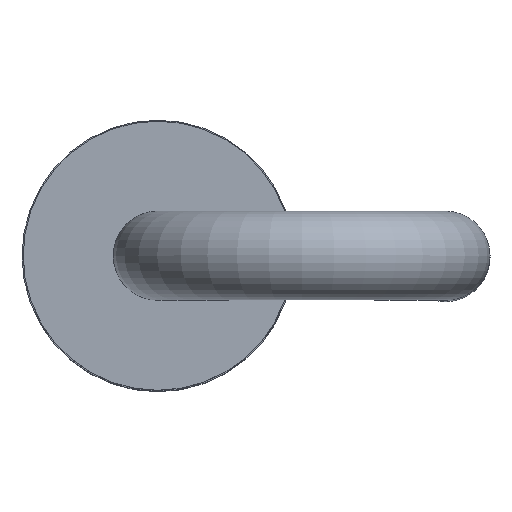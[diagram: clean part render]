
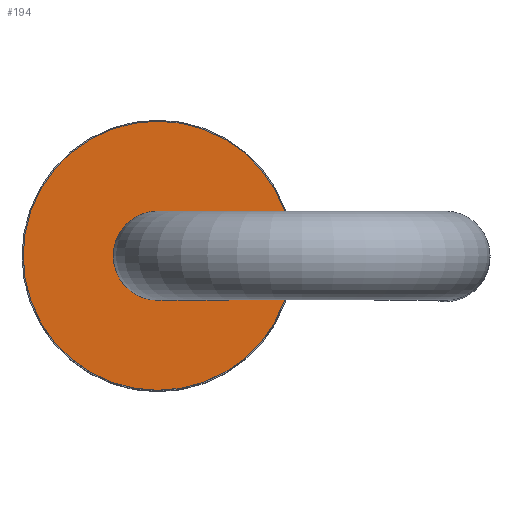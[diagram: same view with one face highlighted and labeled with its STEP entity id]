
A CAD part, top view. The second image highlights one B-rep face of the part: STEP entity #194.
In plain terms, the highlighted planar face has unit normal (0, 0, 1).
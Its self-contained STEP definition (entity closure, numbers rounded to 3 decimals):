
#174 = VERTEX_POINT('',#175);
#175 = CARTESIAN_POINT('',(-0.083,0.,4.715));
#181 = EDGE_CURVE('',#174,#174,#182,.T.);
#182 = CIRCLE('',#183,1.188);
#183 = AXIS2_PLACEMENT_3D('',#184,#185,#186);
#184 = CARTESIAN_POINT('',(-1.27,0.,4.715));
#185 = DIRECTION('',(0.,0.,1.));
#186 = DIRECTION('',(1.,0.,0.));
#194 = ADVANCED_FACE('',(#195,#198),#209,.T.);
#195 = FACE_BOUND('',#196,.T.);
#196 = EDGE_LOOP('',(#197));
#197 = ORIENTED_EDGE('',*,*,#181,.T.);
#198 = FACE_BOUND('',#199,.T.);
#199 = EDGE_LOOP('',(#200));
#200 = ORIENTED_EDGE('',*,*,#201,.F.);
#201 = EDGE_CURVE('',#202,#202,#204,.T.);
#202 = VERTEX_POINT('',#203);
#203 = CARTESIAN_POINT('',(-0.878,0.,4.715));
#204 = CIRCLE('',#205,0.393);
#205 = AXIS2_PLACEMENT_3D('',#206,#207,#208);
#206 = CARTESIAN_POINT('',(-1.27,0.,4.715));
#207 = DIRECTION('',(0.,0.,1.));
#208 = DIRECTION('',(1.,0.,0.));
#209 = PLANE('',#210);
#210 = AXIS2_PLACEMENT_3D('',#211,#212,#213);
#211 = CARTESIAN_POINT('',(-1.27,0.,4.715));
#212 = DIRECTION('',(0.,0.,1.));
#213 = DIRECTION('',(1.,0.,0.));
